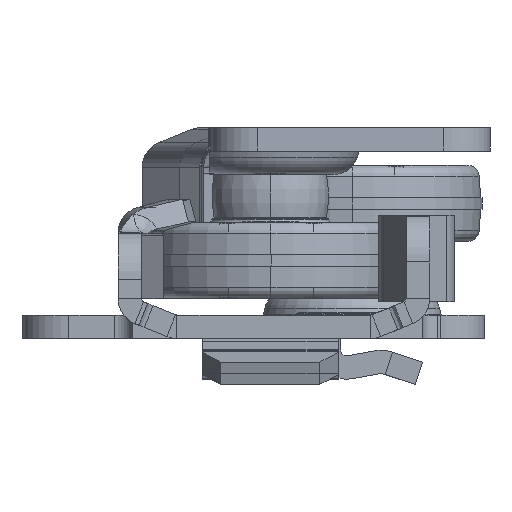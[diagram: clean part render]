
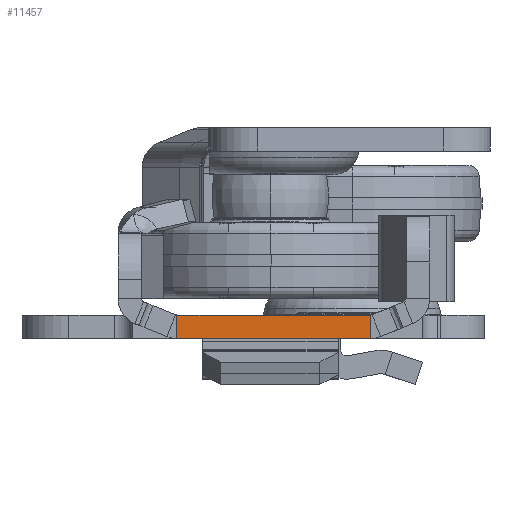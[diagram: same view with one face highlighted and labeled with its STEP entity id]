
A CAD part, left-side view. The second image highlights one B-rep face of the part: STEP entity #11457.
In plain terms, the highlighted planar face has unit normal (-1, 0, 0).
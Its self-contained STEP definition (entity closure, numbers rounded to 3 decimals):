
#520 = CARTESIAN_POINT ( 'NONE',  ( -449.5, -9.522, 0. ) ) ;
#522 = CARTESIAN_POINT ( 'NONE',  ( -449.5, 7.022, 2. ) ) ;
#723 = CARTESIAN_POINT ( 'NONE',  ( -449.5, -11.5, 2. ) ) ;
#1617 = EDGE_CURVE ( 'NONE', #10586, #2232, #4836, .T. ) ;
#1771 = ORIENTED_EDGE ( 'NONE', *, *, #5181, .F. ) ;
#2038 = VECTOR ( 'NONE', #10448, 1000. ) ;
#2096 = LINE ( 'NONE', #17251, #13526 ) ;
#2232 = VERTEX_POINT ( 'NONE', #522 ) ;
#2327 = VERTEX_POINT ( 'NONE', #11921 ) ;
#2760 = ORIENTED_EDGE ( 'NONE', *, *, #1617, .F. ) ;
#2988 = DIRECTION ( 'NONE',  ( 0., 1., 0. ) ) ;
#3973 = EDGE_CURVE ( 'NONE', #2327, #2232, #11829, .T. ) ;
#4836 = LINE ( 'NONE', #9374, #2038 ) ;
#5181 = EDGE_CURVE ( 'NONE', #7589, #10586, #7058, .T. ) ;
#5336 = FACE_OUTER_BOUND ( 'NONE', #10164, .T. ) ;
#7058 = LINE ( 'NONE', #14987, #7388 ) ;
#7388 = VECTOR ( 'NONE', #2988, 1000. ) ;
#7589 = VERTEX_POINT ( 'NONE', #520 ) ;
#9333 = PLANE ( 'NONE',  #9518 ) ;
#9374 = CARTESIAN_POINT ( 'NONE',  ( -449.5, 7.022, 2. ) ) ;
#9518 = AXIS2_PLACEMENT_3D ( 'NONE', #13381, #17700, #10858 ) ;
#10164 = EDGE_LOOP ( 'NONE', ( #16513, #17223, #2760, #1771 ) ) ;
#10448 = DIRECTION ( 'NONE',  ( 0., 0., 1. ) ) ;
#10586 = VERTEX_POINT ( 'NONE', #14806 ) ;
#10858 = DIRECTION ( 'NONE',  ( 0., 1., 0. ) ) ;
#11300 = EDGE_CURVE ( 'NONE', #2327, #7589, #2096, .T. ) ;
#11457 = ADVANCED_FACE ( 'NONE', ( #5336 ), #9333, .T. ) ;
#11829 = LINE ( 'NONE', #723, #16565 ) ;
#11921 = CARTESIAN_POINT ( 'NONE',  ( -449.5, -9.522, 2. ) ) ;
#13381 = CARTESIAN_POINT ( 'NONE',  ( -449.5, -11.5, 2. ) ) ;
#13526 = VECTOR ( 'NONE', #17353, 1000. ) ;
#14806 = CARTESIAN_POINT ( 'NONE',  ( -449.5, 7.022, 0. ) ) ;
#14987 = CARTESIAN_POINT ( 'NONE',  ( -449.5, -21.25, 0. ) ) ;
#15713 = DIRECTION ( 'NONE',  ( 0., 1., 0. ) ) ;
#16513 = ORIENTED_EDGE ( 'NONE', *, *, #11300, .F. ) ;
#16565 = VECTOR ( 'NONE', #15713, 1000. ) ;
#17223 = ORIENTED_EDGE ( 'NONE', *, *, #3973, .T. ) ;
#17251 = CARTESIAN_POINT ( 'NONE',  ( -449.5, -9.522, 2. ) ) ;
#17353 = DIRECTION ( 'NONE',  ( 0., 0., -1. ) ) ;
#17700 = DIRECTION ( 'NONE',  ( -1., 0., 0. ) ) ;
